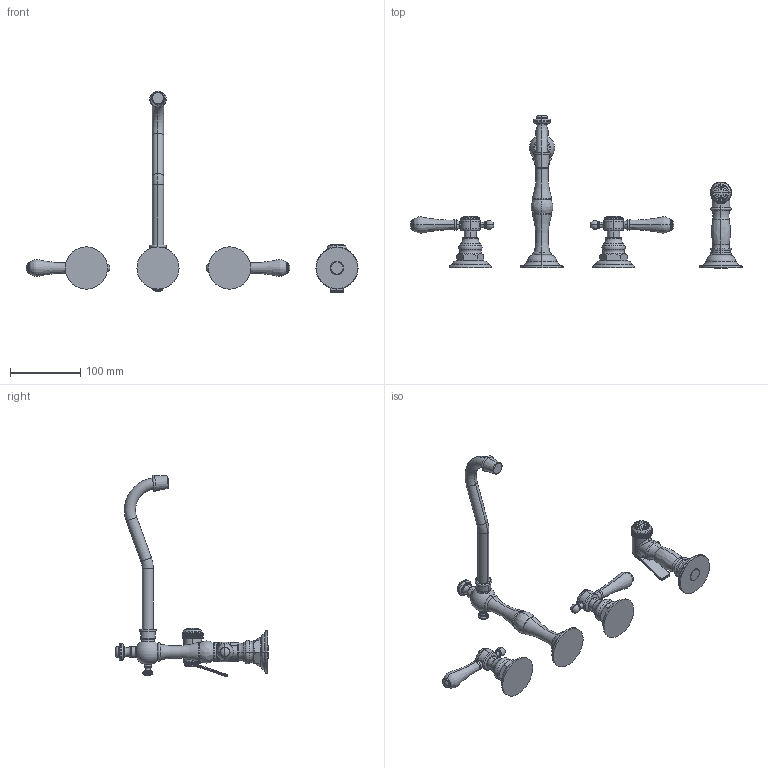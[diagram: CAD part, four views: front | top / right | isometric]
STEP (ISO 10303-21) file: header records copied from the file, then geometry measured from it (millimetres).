
FILE_DESCRIPTION((''),'2;1');
FILE_NAME('973_','2021-02-26T08:58:44',('rsmith'),(''),'CREO PARAMETRIC BY PTC INC, 2018400','CREO PARAMETRIC BY PTC INC, 2018400','');
FILE_SCHEMA(('AUTOMOTIVE_DESIGN { 1 0 10303 214 1 1 1 1 }'));
Length unit declared in the file: inch
Products named in the file (1): 973_
Bounding box: 471.11 x 216.36 x 286.3 mm (x, y, z)
Volume: 421696.3 mm3; surface area: 99506.6 mm2
Topology: 7 solids, 8 shells, 1003 faces, 2608 edges, 1648 vertices
Faces by surface type: plane 416, cylinder 279, torus 141, bspline 73, cone 52, sphere 30, extrusion 8, revolution 4
Entity records: 56232 total; most frequent: CARTESIAN_POINT 16110, ORIENTED_EDGE 5192, DIRECTION 5035, PRESENTATION_STYLE_ASSIGNMENT 3387, STYLED_ITEM 2607, CURVE_STYLE 2600, EDGE_CURVE 2596, AXIS2_PLACEMENT_3D 1997
